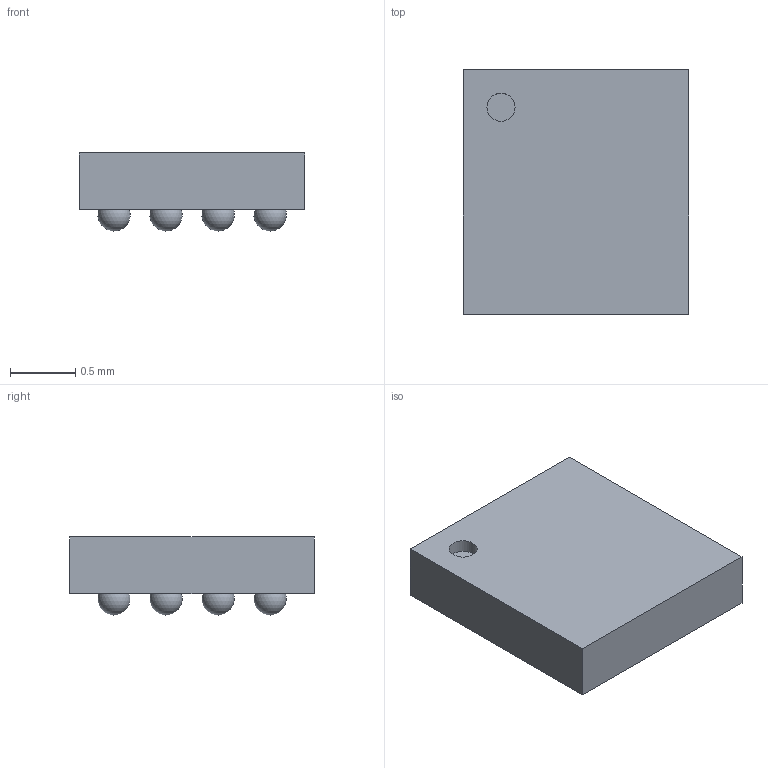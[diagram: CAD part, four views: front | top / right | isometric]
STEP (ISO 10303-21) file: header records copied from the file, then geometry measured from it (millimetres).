
FILE_DESCRIPTION(('Open CASCADE Model'),'2;1');
FILE_NAME('Open CASCADE Shape Model','2018-07-29T20:20:28',('Author'),( 'Open CASCADE'),'Open CASCADE STEP processor 6.8','Open CASCADE 6.8' ,'Unknown');
FILE_SCHEMA(('AUTOMOTIVE_DESIGN_CC2 { 1 2 10303 214 -1 1 5 4 }'));
Length unit declared in the file: millimetre
Products named in the file (5): BGA12C40P4X4_173X188X60.step; Open CASCADE STEP translator 6.8 14.1; Body; Open CASCADE STEP translator 6.8 14.2.1; ball
Assembly tree (19 placements, depth 3):
  BGA12C40P4X4_173X188X60.step
    Open CASCADE STEP translator 6.8 14.1
    Body
      Open CASCADE STEP translator 6.8 14.2.1
    ball  x16
Bounding box: 1.73 x 1.88 x 0.6 mm (x, y, z)
Volume: 1.5 mm3; surface area: 12.9 mm2
Topology: 17 solids, 18 shells, 25 faces, 64 edges, 43 vertices
Faces by surface type: sphere 16, plane 8, cylinder 1
Full cylindrical faces by diameter (mm): 0.216 x1
Entity records: 672 total; most frequent: DIRECTION 109, CARTESIAN_POINT 95, LINE 41, VECTOR 41, AXIS2_PLACEMENT_3D 33, ORIENTED_EDGE 31, PCURVE 31, DEFINITIONAL_REPRESENTATION 31
